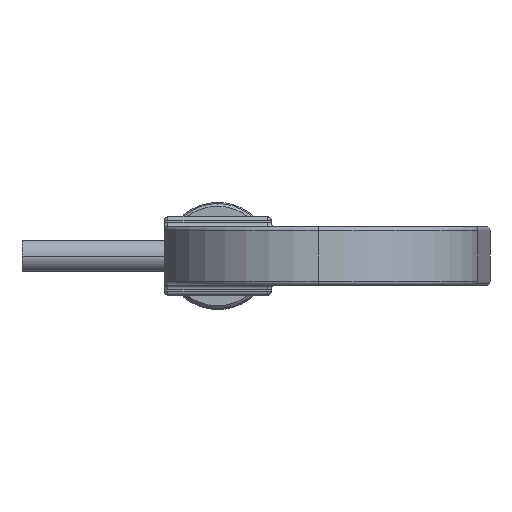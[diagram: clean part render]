
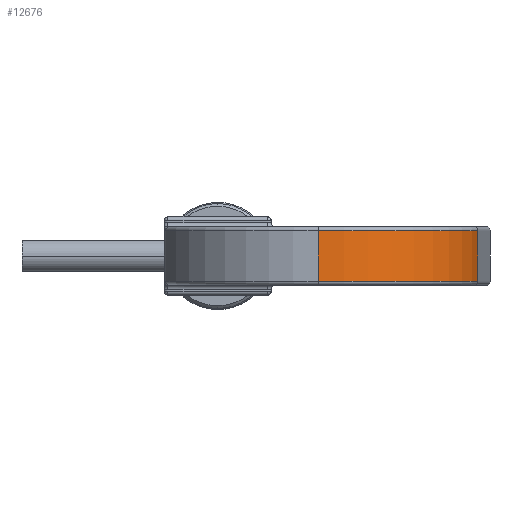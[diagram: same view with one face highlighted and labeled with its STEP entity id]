
A CAD part, left-side view. The second image highlights one B-rep face of the part: STEP entity #12676.
In plain terms, the highlighted cylindrical face has radius 41.241 mm (diameter 82.483 mm), a partial arc.
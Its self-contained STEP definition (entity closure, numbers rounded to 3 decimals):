
#1882 = DIRECTION ( 'NONE',  ( -1., 0., 0. ) ) ;
#1884 = DIRECTION ( 'NONE',  ( 0., 0., -1. ) ) ;
#1886 = CARTESIAN_POINT ( 'NONE',  ( 11.978, -39.464, 7.5 ) ) ;
#3031 = CARTESIAN_POINT ( 'NONE',  ( 5.691, -80.223, 6.5 ) ) ;
#3032 = CARTESIAN_POINT ( 'NONE',  ( -29.263, -39.464, 6.5 ) ) ;
#3034 = CARTESIAN_POINT ( 'NONE',  ( -29.263, -39.464, -6.5 ) ) ;
#3037 = CARTESIAN_POINT ( 'NONE',  ( 5.691, -80.223, -6.5 ) ) ;
#5426 = EDGE_LOOP ( 'NONE', ( #15279, #15280, #15281, #15282 ) ) ;
#5529 = VERTEX_POINT ( 'NONE', #3031 ) ;
#5530 = VERTEX_POINT ( 'NONE', #3032 ) ;
#5532 = VERTEX_POINT ( 'NONE', #3034 ) ;
#5535 = VERTEX_POINT ( 'NONE', #3037 ) ;
#6197 = CARTESIAN_POINT ( 'NONE',  ( 5.691, -80.223, 7.5 ) ) ;
#6201 = CARTESIAN_POINT ( 'NONE',  ( -29.263, -39.464, 7.5 ) ) ;
#6203 = DIRECTION ( 'NONE',  ( 0., 0., -1. ) ) ;
#6204 = DIRECTION ( 'NONE',  ( 0., 0., -1. ) ) ;
#6916 = AXIS2_PLACEMENT_3D ( 'NONE', #1886, #1884, #1882 ) ;
#7214 = FACE_OUTER_BOUND ( 'NONE', #5426, .T. ) ;
#7223 = CYLINDRICAL_SURFACE ( 'NONE', #6916, 41.241 ) ;
#8284 = CARTESIAN_POINT ( 'NONE',  ( 11.978, -39.464, 6.5 ) ) ;
#8285 = DIRECTION ( 'NONE',  ( 0., 0., -1. ) ) ;
#8286 = DIRECTION ( 'NONE',  ( -1., 0., 0. ) ) ;
#8302 = CARTESIAN_POINT ( 'NONE',  ( 11.978, -39.464, -6.5 ) ) ;
#8303 = DIRECTION ( 'NONE',  ( 0., 0., 1. ) ) ;
#8304 = DIRECTION ( 'NONE',  ( -1., 0., 0. ) ) ;
#9584 = LINE ( 'NONE', #6197, #9593 ) ;
#9588 = LINE ( 'NONE', #6201, #9591 ) ;
#9591 = VECTOR ( 'NONE', #6203, 1000. ) ;
#9593 = VECTOR ( 'NONE', #6204, 1000. ) ;
#9739 = CIRCLE ( 'NONE', #14097, 41.241 ) ;
#9746 = CIRCLE ( 'NONE', #14103, 41.241 ) ;
#11827 = EDGE_CURVE ( 'NONE', #5530, #5532, #9588, .T. ) ;
#11828 = EDGE_CURVE ( 'NONE', #5529, #5535, #9584, .T. ) ;
#12123 = EDGE_CURVE ( 'NONE', #5529, #5530, #9739, .T. ) ;
#12129 = EDGE_CURVE ( 'NONE', #5532, #5535, #9746, .T. ) ;
#12676 = ADVANCED_FACE ( 'NONE', ( #7214 ), #7223, .T. ) ;
#14097 = AXIS2_PLACEMENT_3D ( 'NONE', #8284, #8285, #8286 ) ;
#14103 = AXIS2_PLACEMENT_3D ( 'NONE', #8302, #8303, #8304 ) ;
#15279 = ORIENTED_EDGE ( 'NONE', *, *, #12123, .T. ) ;
#15280 = ORIENTED_EDGE ( 'NONE', *, *, #11827, .T. ) ;
#15281 = ORIENTED_EDGE ( 'NONE', *, *, #12129, .T. ) ;
#15282 = ORIENTED_EDGE ( 'NONE', *, *, #11828, .F. ) ;
